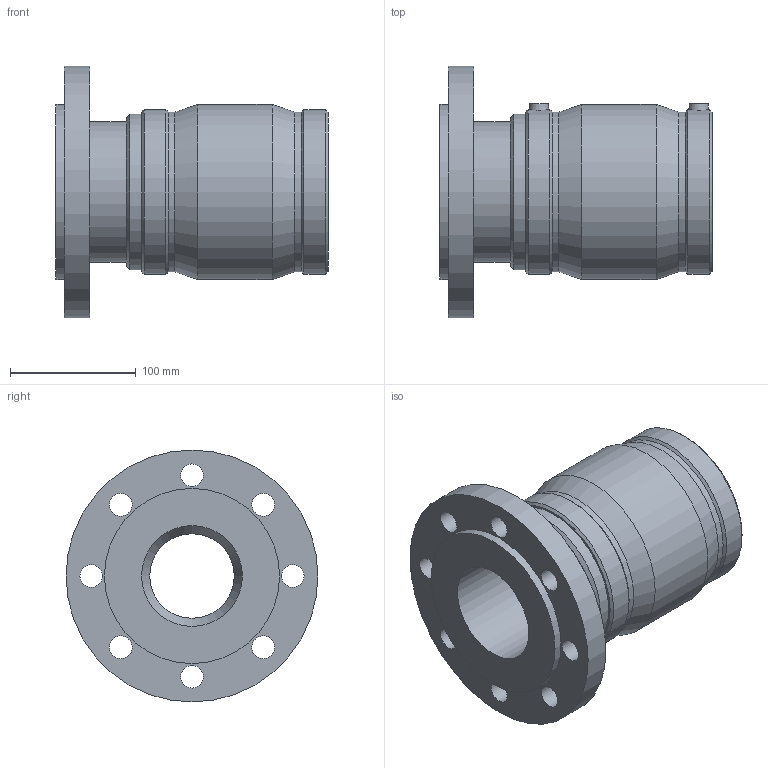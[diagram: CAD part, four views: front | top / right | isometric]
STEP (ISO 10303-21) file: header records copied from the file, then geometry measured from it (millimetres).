
FILE_DESCRIPTION(/* description */ ('PLASSON PE CAST IRON SPIGOT COUPLER TRANSITION 225-200'),/* implementation_level */ '2;1');
FILE_NAME(/* name */ '497704090.ipt.stp',/* time_stamp */ '2018-05-02T16:16:39+03:00',/* author */ ('KIM'),/* organization */ (''),/* preprocessor_version */ 'ST-DEVELOPER v15.6',/* originating_system */ 'Autodesk Inventor 2015',/* authorisation */ '');
FILE_SCHEMA (('AUTOMOTIVE_DESIGN { 1 0 10303 214 3 1 1 }'));
Length unit declared in the file: millimetre
Products named in the file (1): 497704090
Bounding box: 216 x 200 x 200 mm (x, y, z)
Volume: 2148934.2 mm3; surface area: 228332.2 mm2
Topology: 1 solids, 2 shells, 57 faces, 118 edges, 75 vertices
Faces by surface type: cylinder 27, plane 16, cone 14
Full cylindrical faces by diameter (mm): 4 x2, 10 x2, 18 x8, 67 x1, 80 x1, 90 x4, 111.339 x1, 123.71 x1, 126.74 x2, 130.66 x2, 139 x2, 200 x1
Entity records: 1382 total; most frequent: CARTESIAN_POINT 292, DIRECTION 238, ORIENTED_EDGE 134, EDGE_LOOP 128, AXIS2_PLACEMENT_3D 119, FACE_BOUND 71, EDGE_CURVE 67, VERTEX_POINT 65
